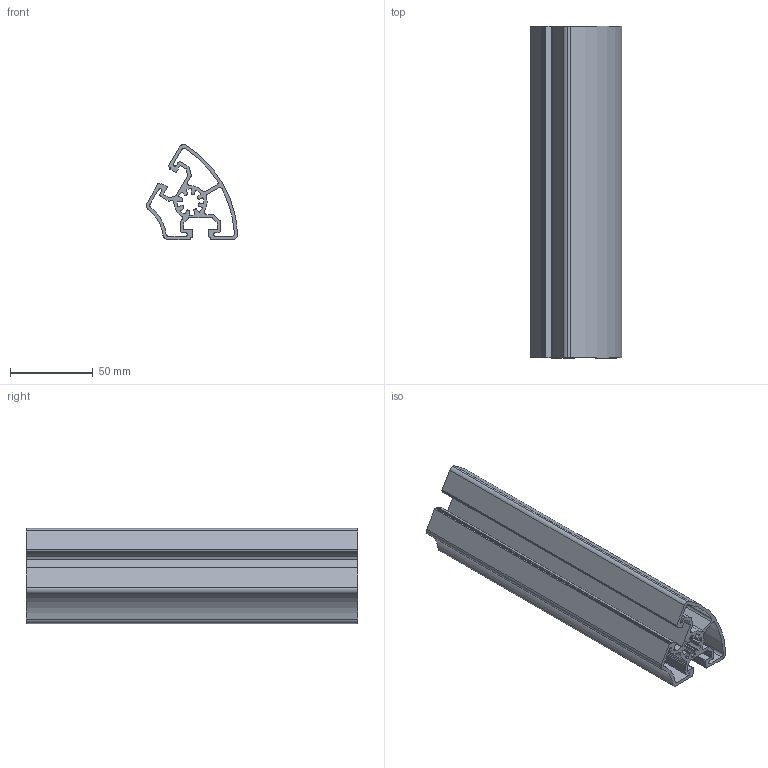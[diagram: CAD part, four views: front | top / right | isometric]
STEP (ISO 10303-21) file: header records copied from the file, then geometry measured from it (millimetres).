
FILE_DESCRIPTION (( 'STEP AP203' ), '1' );
FILE_NAME ('411993015_c_1.STEP', '2022-10-23T15:27:19', ( '' ), ( '' ), 'SwSTEP 2.0', 'SolidWorks 2014', '' );
FILE_SCHEMA (( 'CONFIG_CONTROL_DESIGN' ));
Length unit declared in the file: millimetre
Products named in the file (1): 411993015_c_1
Bounding box: 55.17 x 200 x 57.3 mm (x, y, z)
Volume: 135551.6 mm3; surface area: 122298.5 mm2
Topology: 1 solids, 1 shells, 201 faces, 597 edges, 398 vertices
Faces by surface type: cylinder 133, plane 68
Entity records: 6950 total; most frequent: DIRECTION 1267, CARTESIAN_POINT 1197, ORIENTED_EDGE 1194, EDGE_CURVE 597, AXIS2_PLACEMENT_3D 468, VERTEX_POINT 398, VECTOR 331, LINE 331
